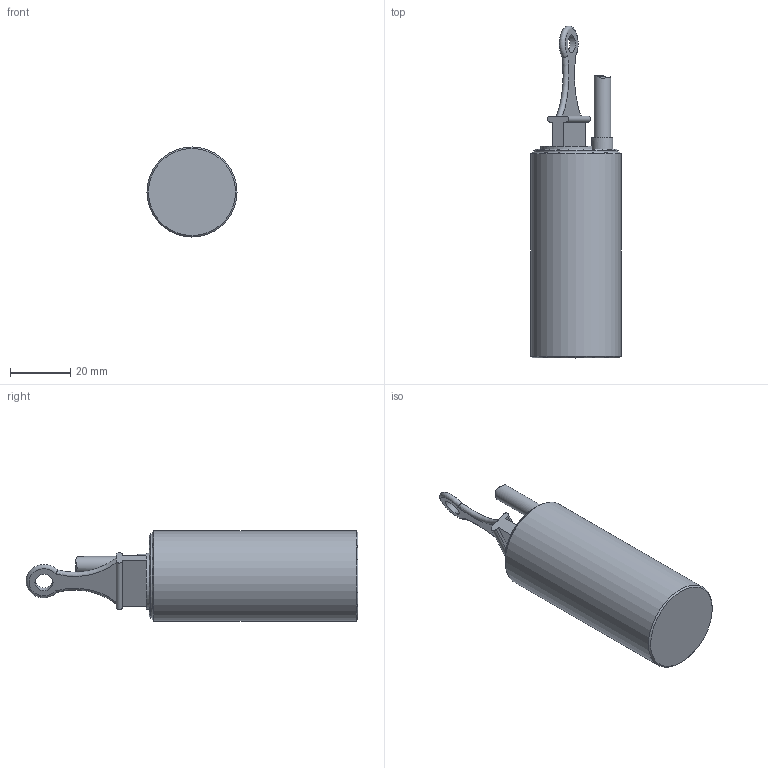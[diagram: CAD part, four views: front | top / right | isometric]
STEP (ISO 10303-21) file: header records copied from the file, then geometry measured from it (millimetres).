
FILE_DESCRIPTION(/* description */ (''),/* implementation_level */ '2;1');
FILE_NAME(/* name */ 'KA1529_Shrinkwrap_1.stp',/* time_stamp */ '2021-10-20T13:42:25+02:00',/* author */ ('Krieger Anja'),/* organization */ (''),/* preprocessor_version */ 'ST-DEVELOPER v18.1',/* originating_system */ 'Autodesk Inventor 2021',/* authorisation */ '');
FILE_SCHEMA (('AUTOMOTIVE_DESIGN { 1 0 10303 214 3 1 1 }'));
Length unit declared in the file: millimetre
Products named in the file (1): KA1529_Shrinkwrap_1
Bounding box: 30 x 110.48 x 30 mm (x, y, z)
Volume: 18770.3 mm3; surface area: 16588.5 mm2
Topology: 2 solids, 2 shells, 64 faces, 143 edges, 94 vertices
Faces by surface type: plane 35, cylinder 20, torus 4, cone 4, sphere 1
Full cylindrical faces by diameter (mm): 2.4 x1, 3 x1, 3.1 x1, 3.8 x1, 4 x1, 4.5 x1, 5 x1, 5.6 x1, 5.9 x1, 6 x1, 7 x1, 10 x1, 26.2 x1, 28 x1, 30 x1
Entity records: 2111 total; most frequent: CARTESIAN_POINT 497, DIRECTION 314, ORIENTED_EDGE 284, EDGE_CURVE 142, AXIS2_PLACEMENT_3D 121, VERTEX_POINT 94, EDGE_LOOP 80, LINE 72
